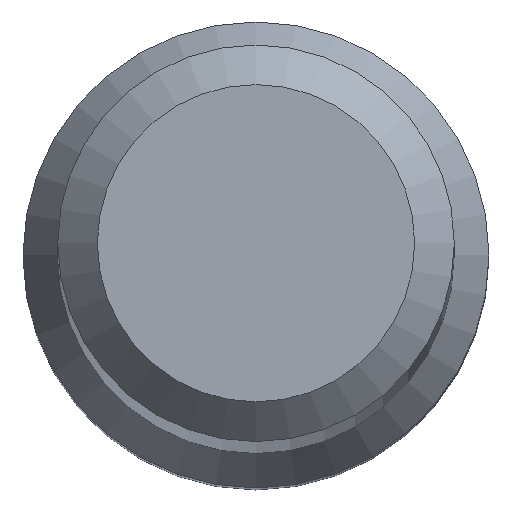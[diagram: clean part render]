
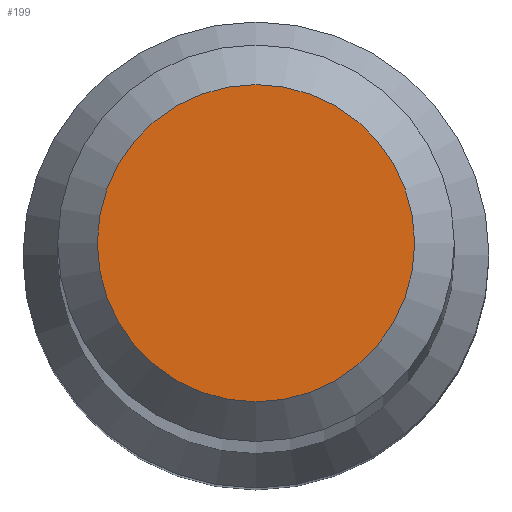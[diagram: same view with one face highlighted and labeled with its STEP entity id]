
A CAD part, top view. The second image highlights one B-rep face of the part: STEP entity #199.
In plain terms, the highlighted planar face has unit normal (0, 0, 1).
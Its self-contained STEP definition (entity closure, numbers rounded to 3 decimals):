
#25 = CARTESIAN_POINT ( 'NONE',  ( 0., 0., 80. ) ) ;
#32 = EDGE_LOOP ( 'NONE', ( #198 ) ) ;
#38 = CIRCLE ( 'NONE', #182, 1.6 ) ;
#47 = DIRECTION ( 'NONE',  ( 0., 1., 0. ) ) ;
#80 = DIRECTION ( 'NONE',  ( 0., 0., -1. ) ) ;
#92 = VERTEX_POINT ( 'NONE', #149 ) ;
#109 = EDGE_CURVE ( 'NONE', #92, #92, #38, .T. ) ;
#149 = CARTESIAN_POINT ( 'NONE',  ( 0., 1.6, 80. ) ) ;
#158 = DIRECTION ( 'NONE',  ( 0., 1., 0. ) ) ;
#176 = PLANE ( 'NONE',  #203 ) ;
#182 = AXIS2_PLACEMENT_3D ( 'NONE', #25, #236, #47 ) ;
#191 = CARTESIAN_POINT ( 'NONE',  ( 0., 0., 80. ) ) ;
#198 = ORIENTED_EDGE ( 'NONE', *, *, #109, .F. ) ;
#199 = ADVANCED_FACE ( 'NONE', ( #238 ), #176, .F. ) ;
#203 = AXIS2_PLACEMENT_3D ( 'NONE', #191, #80, #158 ) ;
#236 = DIRECTION ( 'NONE',  ( 0., 0., -1. ) ) ;
#238 = FACE_OUTER_BOUND ( 'NONE', #32, .T. ) ;
